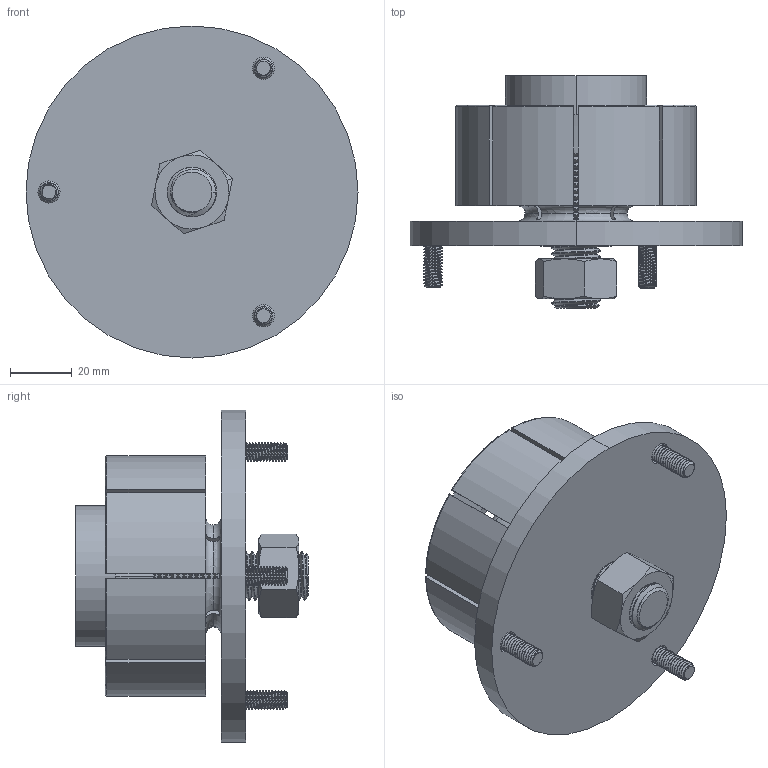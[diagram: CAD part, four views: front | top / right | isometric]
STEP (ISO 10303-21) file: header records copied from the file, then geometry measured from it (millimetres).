
FILE_DESCRIPTION (( 'STEP AP214' ), '1' );
FILE_NAME ('38400.STEP', '2025-07-07T15:46:43', ( '' ), ( '' ), 'SwSTEP 2.0', 'SolidWorks 2021', '' );
FILE_SCHEMA (( 'AUTOMOTIVE_DESIGN' ));
Length unit declared in the file: inch
Products named in the file (6): M620MM FHCS_M620MM FHCS; M16 FHN_M16 FHN; 38072_38072; 38400; 131400_131400 ; 30000_30000
Assembly tree (7 placements, depth 2):
  38400
    131400_131400 
    M16 FHN_M16 FHN
    M620MM FHCS_M620MM FHCS  x3
    38072_38072
    30000_30000
Bounding box: 107.49 x 75.23 x 107.49 mm (x, y, z)
Volume: 226177.8 mm3; surface area: 69497.6 mm2
Topology: 7 solids, 7 shells, 632 faces, 1699 edges, 1086 vertices
Faces by surface type: cylinder 380, cone 111, plane 105, torus 28, bspline 8
Entity records: 20432 total; most frequent: CARTESIAN_POINT 10196, ORIENTED_EDGE 2382, DIRECTION 1833, EDGE_CURVE 1191, VERTEX_POINT 758, AXIS2_PLACEMENT_3D 702, EDGE_LOOP 461, FACE_OUTER_BOUND 446
